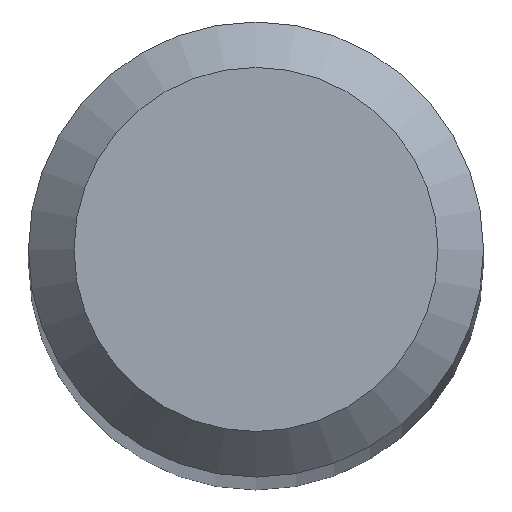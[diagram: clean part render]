
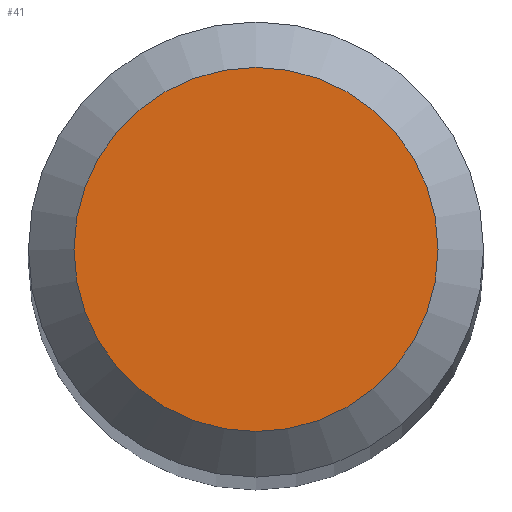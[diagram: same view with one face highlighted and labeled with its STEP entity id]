
A CAD part, top view. The second image highlights one B-rep face of the part: STEP entity #41.
In plain terms, the highlighted planar face has unit normal (0, 0, 1).
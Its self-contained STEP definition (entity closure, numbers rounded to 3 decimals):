
#7 = EDGE_CURVE ( 'NONE', #91, #91, #22, .T. ) ;
#9 = CARTESIAN_POINT ( 'NONE',  ( 0., 0., 30. ) ) ;
#22 = CIRCLE ( 'NONE', #207, 0.6 ) ;
#41 = ADVANCED_FACE ( 'NONE', ( #127 ), #80, .F. ) ;
#42 = DIRECTION ( 'NONE',  ( 0., 0., -1. ) ) ;
#80 = PLANE ( 'NONE',  #211 ) ;
#91 = VERTEX_POINT ( 'NONE', #203 ) ;
#98 = ORIENTED_EDGE ( 'NONE', *, *, #7, .F. ) ;
#127 = FACE_OUTER_BOUND ( 'NONE', #289, .T. ) ;
#153 = DIRECTION ( 'NONE',  ( 0., 1., 0. ) ) ;
#168 = CARTESIAN_POINT ( 'NONE',  ( 0., 0., 30. ) ) ;
#203 = CARTESIAN_POINT ( 'NONE',  ( 0., 0.6, 30. ) ) ;
#207 = AXIS2_PLACEMENT_3D ( 'NONE', #9, #42, #153 ) ;
#211 = AXIS2_PLACEMENT_3D ( 'NONE', #168, #291, #269 ) ;
#269 = DIRECTION ( 'NONE',  ( 0., 1., 0. ) ) ;
#289 = EDGE_LOOP ( 'NONE', ( #98 ) ) ;
#291 = DIRECTION ( 'NONE',  ( 0., 0., -1. ) ) ;
